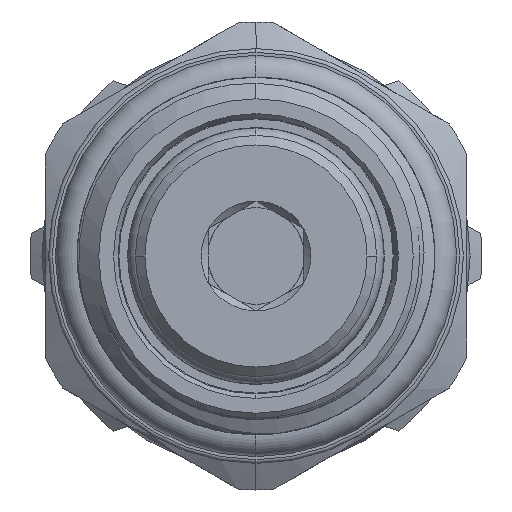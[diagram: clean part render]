
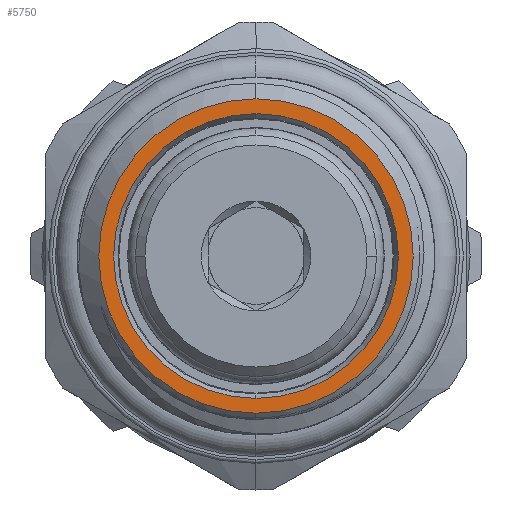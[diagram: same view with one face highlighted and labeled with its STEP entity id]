
A CAD part, left-side view. The second image highlights one B-rep face of the part: STEP entity #5750.
In plain terms, the highlighted planar face has unit normal (-1, 0, 0).
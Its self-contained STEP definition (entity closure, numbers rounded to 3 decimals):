
#48 = VERTEX_POINT ( 'NONE', #9299 ) ;
#1719 = DIRECTION ( 'NONE',  ( 0., 0., 1. ) ) ;
#1720 = DIRECTION ( 'NONE',  ( 1., 0., 0. ) ) ;
#1725 = CARTESIAN_POINT ( 'NONE',  ( -44.4, 0., 0. ) ) ;
#1727 = PLANE ( 'NONE',  #10304 ) ;
#2205 = CARTESIAN_POINT ( 'NONE',  ( -44.4, 0., 0. ) ) ;
#2206 = DIRECTION ( 'NONE',  ( -1., 0., 0. ) ) ;
#2207 = DIRECTION ( 'NONE',  ( 0., 0., -1. ) ) ;
#2807 = VERTEX_POINT ( 'NONE', #9166 ) ;
#3231 = CARTESIAN_POINT ( 'NONE',  ( -44.4, 0., 0. ) ) ;
#3232 = DIRECTION ( 'NONE',  ( -1., 0., 0. ) ) ;
#3233 = DIRECTION ( 'NONE',  ( 0., 0., -1. ) ) ;
#3581 = ORIENTED_EDGE ( 'NONE', *, *, #8751, .F. ) ;
#3643 = ORIENTED_EDGE ( 'NONE', *, *, #8968, .T. ) ;
#3698 = ORIENTED_EDGE ( 'NONE', *, *, #8580, .F. ) ;
#3811 = FACE_BOUND ( 'NONE', #6913, .T. ) ;
#3818 = FACE_OUTER_BOUND ( 'NONE', #7165, .T. ) ;
#4198 = ORIENTED_EDGE ( 'NONE', *, *, #8804, .T. ) ;
#5750 = ADVANCED_FACE ( 'NONE', ( #3818, #3811 ), #1727, .F. ) ;
#5878 = CARTESIAN_POINT ( 'NONE',  ( -44.4, 0., 7.5 ) ) ;
#5885 = CARTESIAN_POINT ( 'NONE',  ( -44.4, 0., -8.28 ) ) ;
#6913 = EDGE_LOOP ( 'NONE', ( #3698, #3581 ) ) ;
#7165 = EDGE_LOOP ( 'NONE', ( #3643, #4198 ) ) ;
#8580 = EDGE_CURVE ( 'NONE', #48, #10742, #10990, .T. ) ;
#8751 = EDGE_CURVE ( 'NONE', #10742, #48, #10889, .T. ) ;
#8804 = EDGE_CURVE ( 'NONE', #10746, #2807, #9088, .T. ) ;
#8968 = EDGE_CURVE ( 'NONE', #2807, #10746, #9582, .T. ) ;
#9088 = CIRCLE ( 'NONE', #10497, 8.28 ) ;
#9166 = CARTESIAN_POINT ( 'NONE',  ( -44.4, 0., 8.28 ) ) ;
#9299 = CARTESIAN_POINT ( 'NONE',  ( -44.4, 0., -7.5 ) ) ;
#9582 = CIRCLE ( 'NONE', #10080, 8.28 ) ;
#10050 = AXIS2_PLACEMENT_3D ( 'NONE', #13805, #13806, #13807 ) ;
#10080 = AXIS2_PLACEMENT_3D ( 'NONE', #3231, #3232, #3233 ) ;
#10304 = AXIS2_PLACEMENT_3D ( 'NONE', #1725, #1720, #1719 ) ;
#10497 = AXIS2_PLACEMENT_3D ( 'NONE', #2205, #2206, #2207 ) ;
#10551 = AXIS2_PLACEMENT_3D ( 'NONE', #14592, #14593, #14594 ) ;
#10742 = VERTEX_POINT ( 'NONE', #5878 ) ;
#10746 = VERTEX_POINT ( 'NONE', #5885 ) ;
#10889 = CIRCLE ( 'NONE', #10551, 7.5 ) ;
#10990 = CIRCLE ( 'NONE', #10050, 7.5 ) ;
#13805 = CARTESIAN_POINT ( 'NONE',  ( -44.4, 0., 0. ) ) ;
#13806 = DIRECTION ( 'NONE',  ( -1., 0., 0. ) ) ;
#13807 = DIRECTION ( 'NONE',  ( 0., 0., -1. ) ) ;
#14592 = CARTESIAN_POINT ( 'NONE',  ( -44.4, 0., 0. ) ) ;
#14593 = DIRECTION ( 'NONE',  ( -1., 0., 0. ) ) ;
#14594 = DIRECTION ( 'NONE',  ( 0., 0., -1. ) ) ;
